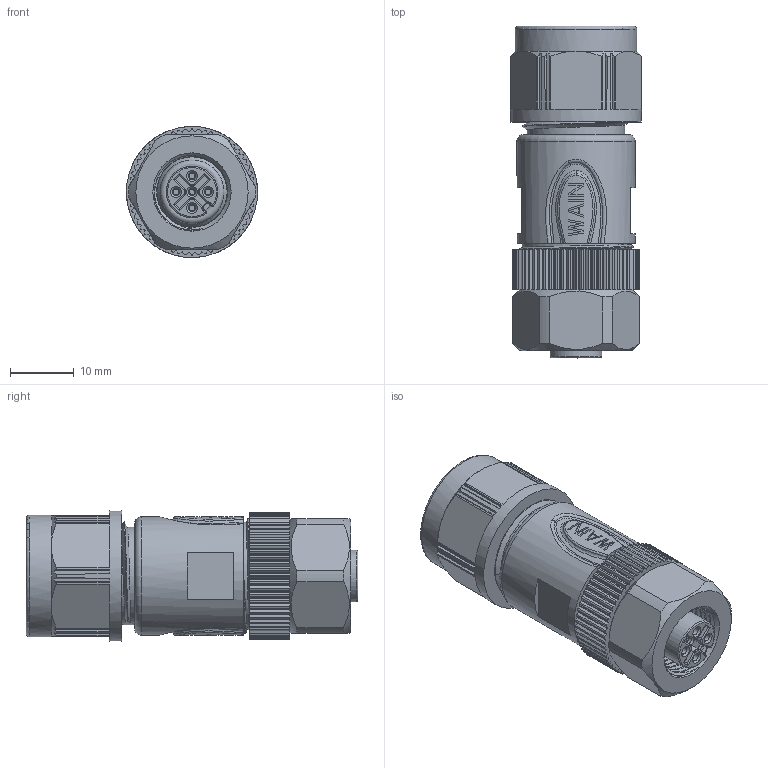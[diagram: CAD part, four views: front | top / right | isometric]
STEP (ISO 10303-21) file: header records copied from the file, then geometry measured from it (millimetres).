
FILE_DESCRIPTION(/* description */ (''),/* implementation_level */ '2;1');
FILE_NAME(/* name */ '3D_1630054213204_M12S-F05A-T-2D5_V1.0_stp.stp',/* time_stamp */ '2024-01-30T14:59:32+08:00',/* author */ (''),/* organization */ (''),/* preprocessor_version */ 'ST-DEVELOPER v18.1',/* originating_system */ 'SIEMENS PLM Software NX 1980',/* authorisation */ '');
FILE_SCHEMA (('TECHNICAL_DATA_PACKAGING'));
Length unit declared in the file: millimetre
Products named in the file (1): 3D_1630054213204_M12S-F05A-T-2D5_V1.0_stp
Bounding box: 20.5 x 51.9 x 20.48 mm (x, y, z)
Volume: 13382.9 mm3; surface area: 5604.2 mm2
Topology: 1 solids, 1 shells, 681 faces, 1978 edges, 1332 vertices
Faces by surface type: plane 348, cylinder 205, cone 75, bspline 27, torus 24, sphere 2
Full cylindrical faces by diameter (mm): 1.1 x5, 1.18 x2, 1.22 x3, 1.56 x4, 1.6 x1, 5.1 x2, 8.05 x1, 11 x1, 11.05 x8, 11.4 x1, 15.3 x1, 18.5 x1, 19 x1, 20.5 x1
Entity records: 29399 total; most frequent: CARTESIAN_POINT 12766, ORIENTED_EDGE 3720, DIRECTION 3118, EDGE_CURVE 1860, VERTEX_POINT 1271, AXIS2_PLACEMENT_3D 1158, LINE 802, VECTOR 802
